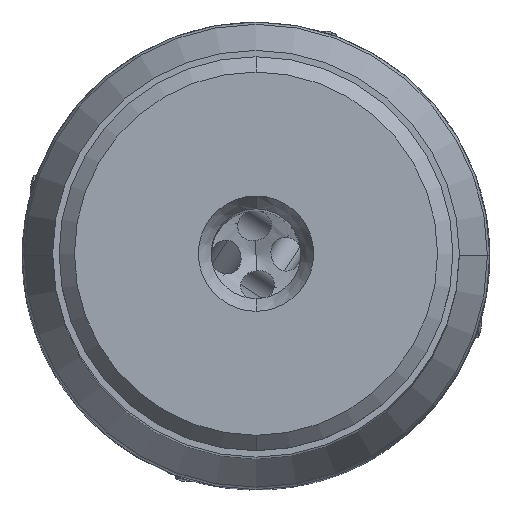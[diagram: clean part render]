
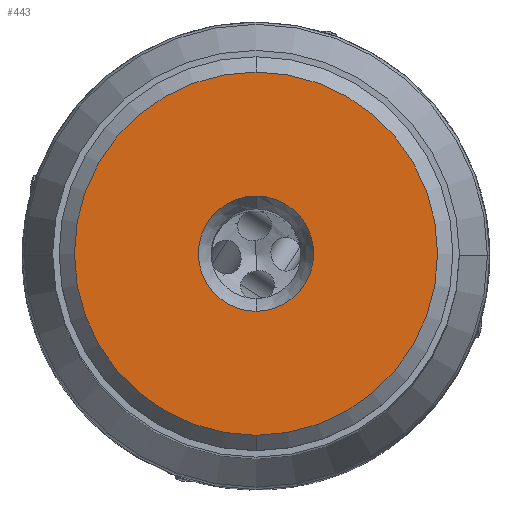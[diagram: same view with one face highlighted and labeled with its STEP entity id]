
A CAD part, top view. The second image highlights one B-rep face of the part: STEP entity #443.
In plain terms, the highlighted planar face has unit normal (0, 0, 1).
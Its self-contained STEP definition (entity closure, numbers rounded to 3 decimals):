
#163=FACE_BOUND('',#1499,.T.);
#164=FACE_BOUND('',#1500,.T.);
#287=PLANE('',#8080);
#443=ADVANCED_FACE('',(#163,#164),#287,.T.);
#1499=EDGE_LOOP('',(#3716,#3717));
#1500=EDGE_LOOP('',(#3718,#3719));
#2879=CIRCLE('',#8075,4.5);
#2880=CIRCLE('',#8077,14.175);
#2881=CIRCLE('',#8078,14.175);
#2882=CIRCLE('',#8079,4.5);
#3716=ORIENTED_EDGE('',*,*,#6591,.F.);
#3717=ORIENTED_EDGE('',*,*,#6592,.F.);
#3718=ORIENTED_EDGE('',*,*,#6590,.F.);
#3719=ORIENTED_EDGE('',*,*,#6593,.F.);
#5749=VERTEX_POINT('',#13942);
#5750=VERTEX_POINT('',#13944);
#5751=VERTEX_POINT('',#13948);
#5752=VERTEX_POINT('',#13949);
#6590=EDGE_CURVE('',#5750,#5749,#2879,.T.);
#6591=EDGE_CURVE('',#5751,#5752,#2880,.T.);
#6592=EDGE_CURVE('',#5752,#5751,#2881,.T.);
#6593=EDGE_CURVE('',#5749,#5750,#2882,.T.);
#8075=AXIS2_PLACEMENT_3D('',#13945,#9249,#9250);
#8077=AXIS2_PLACEMENT_3D('',#13947,#9253,#9254);
#8078=AXIS2_PLACEMENT_3D('',#13950,#9255,#9256);
#8079=AXIS2_PLACEMENT_3D('',#13951,#9257,#9258);
#8080=AXIS2_PLACEMENT_3D('',#13952,#9259,#9260);
#9249=DIRECTION('',(0.,0.,1.));
#9250=DIRECTION('',(0.,1.,0.));
#9253=DIRECTION('',(0.,0.,-1.));
#9254=DIRECTION('',(0.,-1.,0.));
#9255=DIRECTION('',(0.,0.,-1.));
#9256=DIRECTION('',(0.,1.,0.));
#9257=DIRECTION('',(0.,0.,1.));
#9258=DIRECTION('',(0.,-1.,0.));
#9259=DIRECTION('',(0.,0.,1.));
#9260=DIRECTION('',(-1.,0.,0.));
#13942=CARTESIAN_POINT('',(0.,-4.5,0.));
#13944=CARTESIAN_POINT('',(0.,4.5,0.));
#13945=CARTESIAN_POINT('',(0.,0.,0.));
#13947=CARTESIAN_POINT('',(0.,0.,0.));
#13948=CARTESIAN_POINT('',(0.,-14.175,0.));
#13949=CARTESIAN_POINT('',(0.,14.175,0.));
#13950=CARTESIAN_POINT('',(0.,0.,0.));
#13951=CARTESIAN_POINT('',(0.,0.,0.));
#13952=CARTESIAN_POINT('',(0.,0.,0.));
